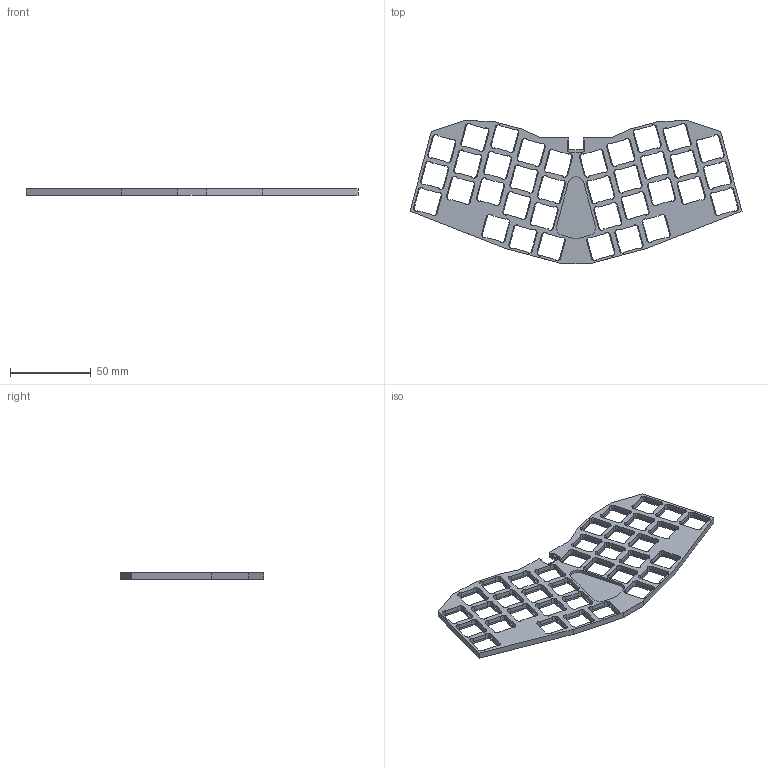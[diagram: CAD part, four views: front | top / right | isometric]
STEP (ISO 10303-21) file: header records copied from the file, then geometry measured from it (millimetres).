
FILE_DESCRIPTION(('FreeCAD Model'),'2;1');
FILE_NAME('Open CASCADE Shape Model','2024-12-31T15:07:07',(''),(''), 'Open CASCADE STEP processor 7.6','FreeCAD','Unknown');
FILE_SCHEMA(('AUTOMOTIVE_DESIGN { 1 0 10303 214 1 1 1 1 }'));
Length unit declared in the file: millimetre
Products named in the file (1): Cut
Bounding box: 205.44 x 88.58 x 3.8 mm (x, y, z)
Volume: 22042 mm3; surface area: 22814.9 mm2
Topology: 1 solids, 1 shells, 689 faces, 2058 edges, 1372 vertices
Faces by surface type: plane 371, cylinder 296, extrusion 20, bspline 2
Entity records: 50432 total; most frequent: CARTESIAN_POINT 8598, DIRECTION 8145, VECTOR 4609, LINE 4589, ORIENTED_EDGE 4116, PCURVE 4116, DEFINITIONAL_REPRESENTATION 4116, EDGE_CURVE 2058
